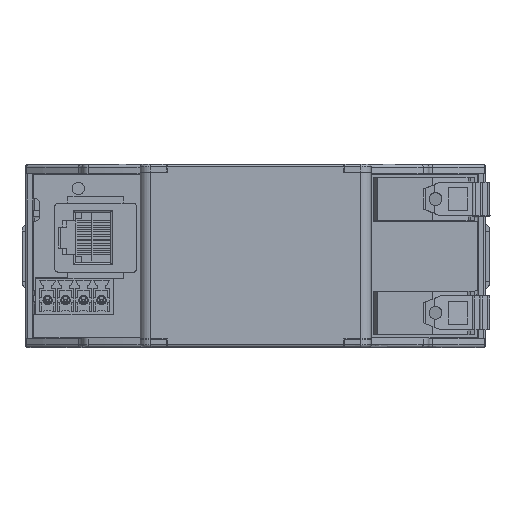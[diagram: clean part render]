
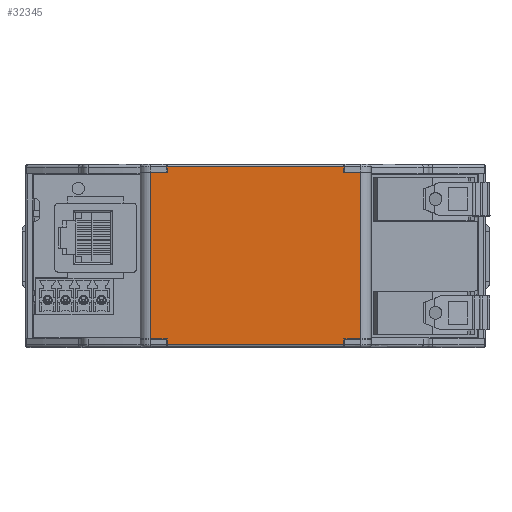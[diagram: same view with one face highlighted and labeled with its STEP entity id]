
A CAD part, top view. The second image highlights one B-rep face of the part: STEP entity #32345.
In plain terms, the highlighted face is planar.
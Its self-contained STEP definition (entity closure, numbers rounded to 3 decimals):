
#373 = VECTOR ( 'NONE', #64263, 1000. ) ;
#559 = CARTESIAN_POINT ( 'NONE',  ( -17.2, 54.7, 1.55 ) ) ;
#1585 = VECTOR ( 'NONE', #112098, 1000. ) ;
#1873 = CARTESIAN_POINT ( 'NONE',  ( 17.2, 54.7, 33.95 ) ) ;
#3139 = CARTESIAN_POINT ( 'NONE',  ( 20.5, 54.7, 22.95 ) ) ;
#4101 = VERTEX_POINT ( 'NONE', #559 ) ;
#4286 = DIRECTION ( 'NONE',  ( 0., 0., 1. ) ) ;
#4602 = LINE ( 'NONE', #9031, #62393 ) ;
#7829 = CARTESIAN_POINT ( 'NONE',  ( -17.2, 54.7, 35.05 ) ) ;
#9031 = CARTESIAN_POINT ( 'NONE',  ( 17.2, 54.7, -0.1 ) ) ;
#10127 = LINE ( 'NONE', #43560, #98352 ) ;
#13830 = ORIENTED_EDGE ( 'NONE', *, *, #98432, .T. ) ;
#14761 = LINE ( 'NONE', #75585, #27636 ) ;
#15472 = LINE ( 'NONE', #3139, #18723 ) ;
#16591 = ORIENTED_EDGE ( 'NONE', *, *, #87226, .F. ) ;
#17153 = VECTOR ( 'NONE', #129314, 1000. ) ;
#18723 = VECTOR ( 'NONE', #116105, 1000. ) ;
#19828 = CARTESIAN_POINT ( 'NONE',  ( 5.65, 54.7, 1.55 ) ) ;
#21914 = VERTEX_POINT ( 'NONE', #118832 ) ;
#22218 = DIRECTION ( 'NONE',  ( 1., 0., 0. ) ) ;
#25477 = DIRECTION ( 'NONE',  ( -1., 0., 0. ) ) ;
#26446 = DIRECTION ( 'NONE',  ( -1., 0., 0. ) ) ;
#27606 = VERTEX_POINT ( 'NONE', #88138 ) ;
#27636 = VECTOR ( 'NONE', #4286, 1000. ) ;
#27711 = VERTEX_POINT ( 'NONE', #101510 ) ;
#29916 = VECTOR ( 'NONE', #50140, 1000. ) ;
#31985 = VECTOR ( 'NONE', #91575, 1000. ) ;
#32345 = ADVANCED_FACE ( 'NONE', ( #114848 ), #107988, .F. ) ;
#32881 = CARTESIAN_POINT ( 'NONE',  ( -20.5, 54.7, -3.61 ) ) ;
#35797 = CARTESIAN_POINT ( 'NONE',  ( 17.2, 54.7, 0.45 ) ) ;
#36769 = CARTESIAN_POINT ( 'NONE',  ( 17.2, 54.7, 35.05 ) ) ;
#38001 = LINE ( 'NONE', #119450, #17153 ) ;
#39224 = ORIENTED_EDGE ( 'NONE', *, *, #50598, .T. ) ;
#40407 = CARTESIAN_POINT ( 'NONE',  ( -16.96, 54.7, 35.05 ) ) ;
#41692 = DIRECTION ( 'NONE',  ( 0., 0., 1. ) ) ;
#42016 = CARTESIAN_POINT ( 'NONE',  ( -16.96, 54.7, 0.45 ) ) ;
#42045 = ORIENTED_EDGE ( 'NONE', *, *, #68893, .T. ) ;
#43560 = CARTESIAN_POINT ( 'NONE',  ( -17.2, 54.7, -0.1 ) ) ;
#50140 = DIRECTION ( 'NONE',  ( 1., 0., 0. ) ) ;
#50598 = EDGE_CURVE ( 'NONE', #67788, #113875, #38001, .T. ) ;
#53026 = DIRECTION ( 'NONE',  ( 0., 0., -1. ) ) ;
#57380 = VERTEX_POINT ( 'NONE', #91133 ) ;
#57737 = VERTEX_POINT ( 'NONE', #36769 ) ;
#60647 = AXIS2_PLACEMENT_3D ( 'NONE', #87877, #67296, #26446 ) ;
#61837 = EDGE_CURVE ( 'NONE', #131946, #113875, #15472, .T. ) ;
#62180 = EDGE_CURVE ( 'NONE', #67419, #97060, #73274, .T. ) ;
#62393 = VECTOR ( 'NONE', #70500, 1000. ) ;
#64263 = DIRECTION ( 'NONE',  ( 0., 0., 1. ) ) ;
#64858 = ORIENTED_EDGE ( 'NONE', *, *, #87929, .T. ) ;
#64973 = CARTESIAN_POINT ( 'NONE',  ( 5.65, 54.7, 1.55 ) ) ;
#67296 = DIRECTION ( 'NONE',  ( 0., -1., 0. ) ) ;
#67419 = VERTEX_POINT ( 'NONE', #127506 ) ;
#67788 = VERTEX_POINT ( 'NONE', #1873 ) ;
#68893 = EDGE_CURVE ( 'NONE', #27711, #27606, #96545, .T. ) ;
#69323 = ORIENTED_EDGE ( 'NONE', *, *, #61837, .F. ) ;
#70032 = ORIENTED_EDGE ( 'NONE', *, *, #62180, .F. ) ;
#70500 = DIRECTION ( 'NONE',  ( 0., 0., 1. ) ) ;
#70815 = EDGE_CURVE ( 'NONE', #67788, #57737, #4602, .T. ) ;
#72915 = CARTESIAN_POINT ( 'NONE',  ( 5.65, 54.7, 33.95 ) ) ;
#73274 = LINE ( 'NONE', #42016, #29916 ) ;
#73995 = VECTOR ( 'NONE', #25477, 1000. ) ;
#75585 = CARTESIAN_POINT ( 'NONE',  ( -17.2, 54.7, -0.1 ) ) ;
#79965 = VERTEX_POINT ( 'NONE', #7829 ) ;
#80084 = LINE ( 'NONE', #19828, #31985 ) ;
#80603 = ORIENTED_EDGE ( 'NONE', *, *, #97435, .F. ) ;
#83642 = CARTESIAN_POINT ( 'NONE',  ( 20.5, 54.7, 1.55 ) ) ;
#84608 = ORIENTED_EDGE ( 'NONE', *, *, #70815, .F. ) ;
#87226 = EDGE_CURVE ( 'NONE', #97060, #21914, #121325, .T. ) ;
#87877 = CARTESIAN_POINT ( 'NONE',  ( -16.96, 54.7, -0.05 ) ) ;
#87929 = EDGE_CURVE ( 'NONE', #27606, #57380, #114763, .T. ) ;
#88138 = CARTESIAN_POINT ( 'NONE',  ( -20.5, 54.7, 33.95 ) ) ;
#91133 = CARTESIAN_POINT ( 'NONE',  ( -17.2, 54.7, 33.95 ) ) ;
#91489 = EDGE_CURVE ( 'NONE', #79965, #57737, #120317, .T. ) ;
#91575 = DIRECTION ( 'NONE',  ( -1., 0., 0. ) ) ;
#92095 = EDGE_LOOP ( 'NONE', ( #13830, #105398, #84608, #39224, #69323, #112131, #16591, #70032, #80603, #97672, #42045, #64858 ) ) ;
#92797 = CARTESIAN_POINT ( 'NONE',  ( 17.2, 54.7, -0.1 ) ) ;
#93260 = LINE ( 'NONE', #64973, #73995 ) ;
#94045 = VECTOR ( 'NONE', #41692, 1000. ) ;
#96545 = LINE ( 'NONE', #32881, #373 ) ;
#97060 = VERTEX_POINT ( 'NONE', #35797 ) ;
#97435 = EDGE_CURVE ( 'NONE', #4101, #67419, #10127, .T. ) ;
#97672 = ORIENTED_EDGE ( 'NONE', *, *, #127414, .T. ) ;
#98352 = VECTOR ( 'NONE', #53026, 1000. ) ;
#98432 = EDGE_CURVE ( 'NONE', #57380, #79965, #14761, .T. ) ;
#101510 = CARTESIAN_POINT ( 'NONE',  ( -20.5, 54.7, 1.55 ) ) ;
#104975 = EDGE_CURVE ( 'NONE', #131946, #21914, #93260, .T. ) ;
#105398 = ORIENTED_EDGE ( 'NONE', *, *, #91489, .T. ) ;
#107988 = PLANE ( 'NONE',  #60647 ) ;
#112098 = DIRECTION ( 'NONE',  ( 1., 0., 0. ) ) ;
#112131 = ORIENTED_EDGE ( 'NONE', *, *, #104975, .T. ) ;
#113875 = VERTEX_POINT ( 'NONE', #130845 ) ;
#114763 = LINE ( 'NONE', #72915, #116313 ) ;
#114848 = FACE_OUTER_BOUND ( 'NONE', #92095, .T. ) ;
#116105 = DIRECTION ( 'NONE',  ( 0., 0., 1. ) ) ;
#116313 = VECTOR ( 'NONE', #22218, 1000. ) ;
#118832 = CARTESIAN_POINT ( 'NONE',  ( 17.2, 54.7, 1.55 ) ) ;
#119450 = CARTESIAN_POINT ( 'NONE',  ( 5.65, 54.7, 33.95 ) ) ;
#120317 = LINE ( 'NONE', #40407, #1585 ) ;
#121325 = LINE ( 'NONE', #92797, #94045 ) ;
#127414 = EDGE_CURVE ( 'NONE', #4101, #27711, #80084, .T. ) ;
#127506 = CARTESIAN_POINT ( 'NONE',  ( -17.2, 54.7, 0.45 ) ) ;
#129314 = DIRECTION ( 'NONE',  ( 1., 0., 0. ) ) ;
#130845 = CARTESIAN_POINT ( 'NONE',  ( 20.5, 54.7, 33.95 ) ) ;
#131946 = VERTEX_POINT ( 'NONE', #83642 ) ;
